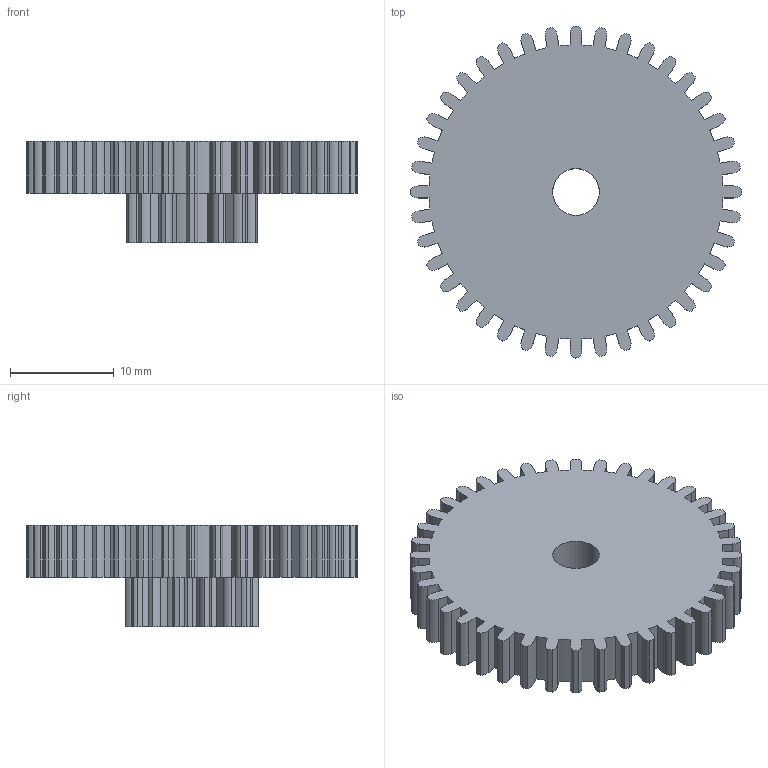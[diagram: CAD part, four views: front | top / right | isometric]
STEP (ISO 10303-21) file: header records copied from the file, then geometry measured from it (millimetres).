
FILE_DESCRIPTION (( 'STEP AP214' ), '1' );
FILE_NAME ('Rot_Gear_Reduce_Double_V2.STEP', '2023-02-21T02:13:15', ( '' ), ( '' ), 'SwSTEP 2.0', 'SolidWorks 2013', '' );
FILE_SCHEMA (( 'AUTOMOTIVE_DESIGN' ));
Length unit declared in the file: millimetre
Products named in the file (1): Rot_Gear_Reduce_Double_V2
Bounding box: 32 x 32 x 9.75 mm (x, y, z)
Volume: 3833.1 mm3; surface area: 2955.8 mm2
Topology: 1 solids, 1 shells, 347 faces, 1032 edges, 688 vertices
Faces by surface type: cylinder 236, plane 111
Entity records: 11896 total; most frequent: DIRECTION 2200, CARTESIAN_POINT 2068, ORIENTED_EDGE 2064, EDGE_CURVE 1032, AXIS2_PLACEMENT_3D 820, VERTEX_POINT 688, VECTOR 560, LINE 560
